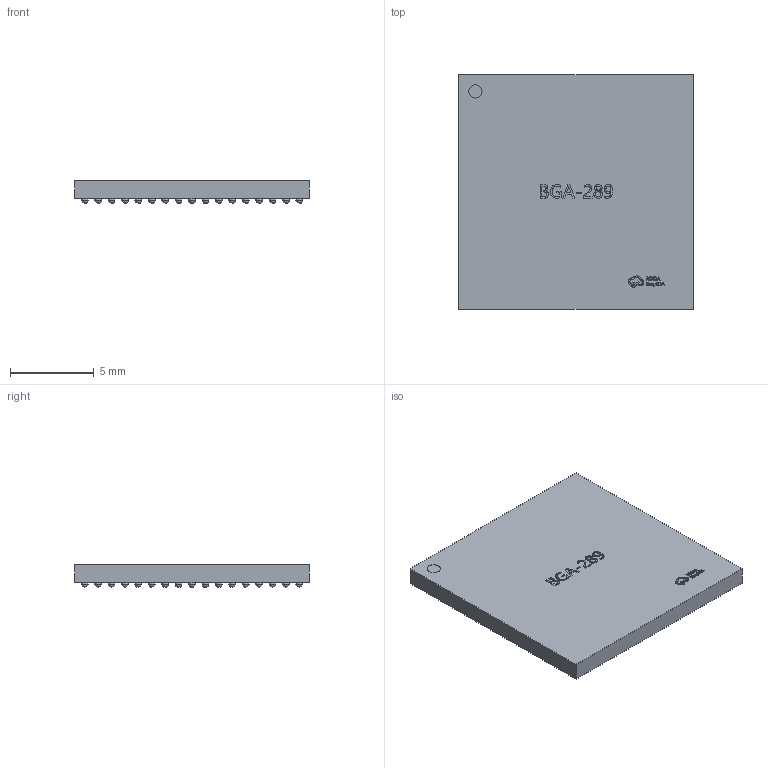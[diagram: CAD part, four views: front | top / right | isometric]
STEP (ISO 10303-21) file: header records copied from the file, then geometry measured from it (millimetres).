
FILE_DESCRIPTION (( 'STEP AP214' ), '1' );
FILE_NAME ('BGA-289_L14.0-W14.0-H1.4-P0.8.step', '2022-06-22T13:23:12', ( '' ), ( '' ), 'SwSTEP 2.0', 'SolidWorks 2020', '' );
FILE_SCHEMA (( 'AUTOMOTIVE_DESIGN' ));
Length unit declared in the file: millimetre
Products named in the file (1): BGA-289_L14.0-W14.0-H1.4-P0.8
Bounding box: 14 x 14 x 1.38 mm (x, y, z)
Volume: 217.9 mm3; surface area: 534.5 mm2
Topology: 1 solids, 1 shells, 984 faces, 3420 edges, 2462 vertices
Faces by surface type: sphere 578, plane 237, bspline 167, cylinder 2
Entity records: 44387 total; most frequent: CARTESIAN_POINT 10746, DIRECTION 4712, ORIENTED_EDGE 4512, EDGE_CURVE 2256, AXIS2_PLACEMENT_3D 1986, VERTEX_POINT 1876, EDGE_LOOP 1594, CIRCLE 1168
